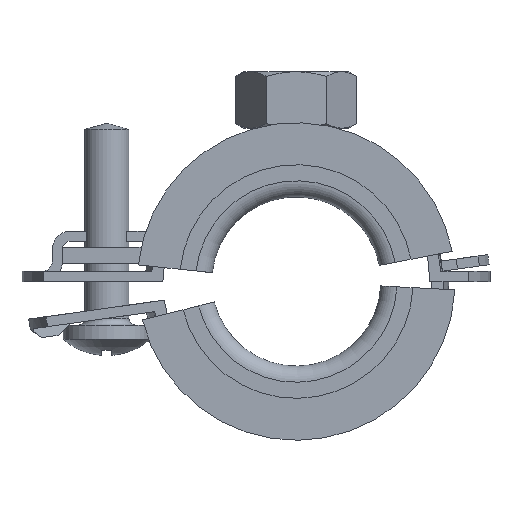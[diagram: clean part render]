
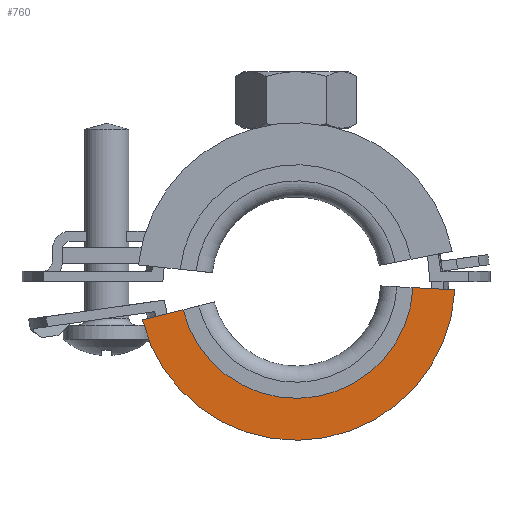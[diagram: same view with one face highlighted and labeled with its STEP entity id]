
A CAD part, front view. The second image highlights one B-rep face of the part: STEP entity #760.
In plain terms, the highlighted planar face has unit normal (0, -1, 0).
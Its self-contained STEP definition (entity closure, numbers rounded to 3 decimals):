
#760=ADVANCED_FACE('',(#1694),#1695,.T.);
#1694=FACE_OUTER_BOUND('',#2873,.T.);
#1695=PLANE('',#2874);
#2873=EDGE_LOOP('',(#4553,#4554,#4555,#4556));
#2874=AXIS2_PLACEMENT_3D('',#4557,#4558,#4559);
#4553=ORIENTED_EDGE('',*,*,#7801,.T.);
#4554=ORIENTED_EDGE('',*,*,#7802,.F.);
#4555=ORIENTED_EDGE('',*,*,#7803,.F.);
#4556=ORIENTED_EDGE('',*,*,#7798,.T.);
#4557=CARTESIAN_POINT('',(17.054,-12.0,-0.894));
#4558=DIRECTION('',(-0.0,-1.0,0.0));
#4559=DIRECTION('',(-0.999,0.0,0.052));
#7798=EDGE_CURVE('',#9422,#9420,#9423,.T.);
#7801=EDGE_CURVE('',#9420,#9426,#9427,.T.);
#7802=EDGE_CURVE('',#9428,#9426,#9429,.T.);
#7803=EDGE_CURVE('',#9422,#9428,#9430,.T.);
#9420=VERTEX_POINT('',#11973);
#9422=VERTEX_POINT('',#11976);
#9423=CIRCLE('',#11977,14.479);
#9426=VERTEX_POINT('',#11981);
#9427=LINE('',#11982,#11983);
#9428=VERTEX_POINT('',#11984);
#9429=CIRCLE('',#11985,19.676);
#9430=LINE('',#11986,#11987);
#11973=CARTESIAN_POINT('',(-14.049,-12.0,-3.503));
#11976=CARTESIAN_POINT('',(14.459,-12.0,-0.758));
#11977=AXIS2_PLACEMENT_3D('',#15210,#15211,#15212);
#11981=CARTESIAN_POINT('',(-19.091,-12.0,-4.76));
#11982=CARTESIAN_POINT('',(-14.049,-12.0,-3.503));
#11983=VECTOR('',#15214,1.0);
#11984=CARTESIAN_POINT('',(19.649,-12.0,-1.03));
#11985=AXIS2_PLACEMENT_3D('',#15215,#15216,#15217);
#11986=CARTESIAN_POINT('',(14.459,-12.0,-0.758));
#11987=VECTOR('',#15218,1.0);
#15210=CARTESIAN_POINT('',(0.0,-12.0,0.0));
#15211=DIRECTION('',(0.0,1.0,0.0));
#15212=DIRECTION('',(0.999,0.0,-0.052));
#15214=DIRECTION('',(-0.97,0.0,-0.242));
#15215=CARTESIAN_POINT('',(0.0,-12.0,0.0));
#15216=DIRECTION('',(0.0,1.0,0.0));
#15217=DIRECTION('',(0.999,0.0,-0.052));
#15218=DIRECTION('',(0.999,0.0,-0.052));
